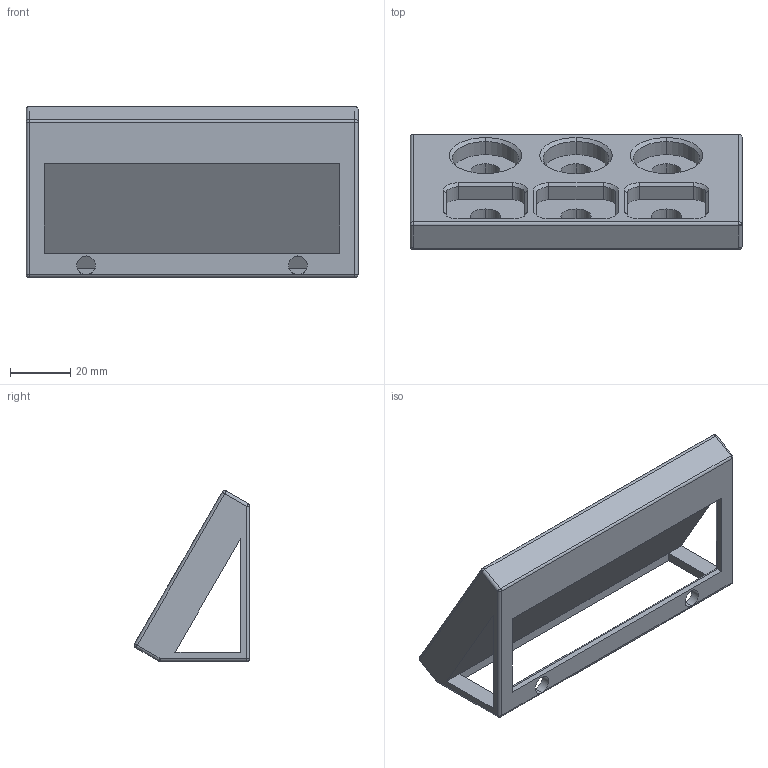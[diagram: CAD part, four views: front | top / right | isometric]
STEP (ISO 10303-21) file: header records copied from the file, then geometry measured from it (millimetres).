
FILE_DESCRIPTION (( 'STEP AP214' ), '1' );
FILE_NAME ('斜面.STEP', '2023-12-24T08:24:51', ( '' ), ( '' ), 'SwSTEP 2.0', 'SolidWorks 2019', '' );
FILE_SCHEMA (( 'AUTOMOTIVE_DESIGN' ));
Length unit declared in the file: millimetre
Products named in the file (1): 斜面
Bounding box: 110 x 38.29 x 56.6 mm (x, y, z)
Volume: 71907 mm3; surface area: 25445.6 mm2
Topology: 1 solids, 1 shells, 134 faces, 320 edges, 189 vertices
Faces by surface type: plane 53, cylinder 52, cone 18, sphere 11
Entity records: 3834 total; most frequent: DIRECTION 692, CARTESIAN_POINT 664, ORIENTED_EDGE 624, EDGE_CURVE 312, AXIS2_PLACEMENT_3D 255, VERTEX_POINT 187, LINE 182, VECTOR 182
